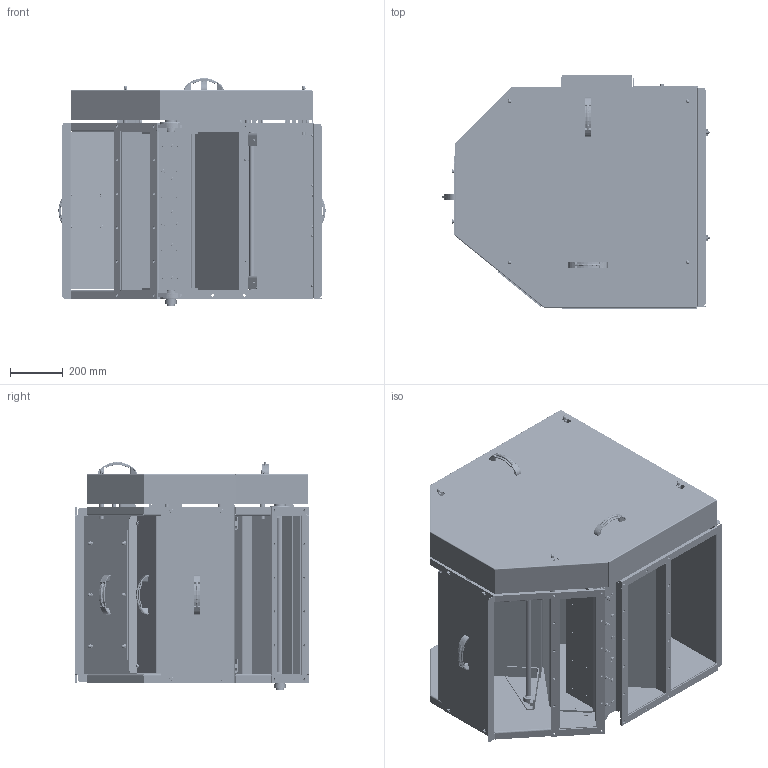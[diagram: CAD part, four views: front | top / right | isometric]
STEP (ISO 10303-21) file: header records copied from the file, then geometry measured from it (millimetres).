
FILE_DESCRIPTION(/* description */ (''),/* implementation_level */ '2;1');
FILE_NAME(/* name */ 'SRKP060035.stp',/* time_stamp */ '2023-10-16T10:18:58+02:00',/* author */ ('EN'),/* organization */ (''),/* preprocessor_version */ 'ST-DEVELOPER v18.1',/* originating_system */ 'Autodesk Inventor 2021',/* authorisation */ '');
FILE_SCHEMA (('AUTOMOTIVE_DESIGN { 1 0 10303 214 3 1 1 }'));
Products named in the file (1): SRKP060035_Obal_1
Bounding box: 1012.42 x 885 x 862.71 mm (x, y, z)
Volume: 24660188.9 mm3; surface area: 14643929.2 mm2
Topology: 21 solids, 21 shells, 5665 faces, 14022 edges, 8594 vertices
Faces by surface type: plane 2952, cylinder 1497, cone 692, torus 266, sphere 140, bspline 118
Full cylindrical faces by diameter (mm): 4 x2, 4.134 x10, 4.917 x6, 5 x27, 5.2 x6, 5.3 x6, 5.459 x4, 5.5 x10, 6 x13, 6.4 x4, 6.5 x1, 6.647 x24, 7 x2, 7.318 x2, 7.323 x16, 8 x66, 8.376 x6, 8.4 x15, 8.7 x16, 9 x36, 10 x69, 10.8 x4, 11 x3, 11.4 x38, 12 x23, 12.5 x10, 13 x8, 15 x13, 15.4 x4, 16 x54
Entity records: 172916 total; most frequent: CARTESIAN_POINT 41089, ORIENTED_EDGE 27684, DIRECTION 27470, EDGE_CURVE 13842, AXIS2_PLACEMENT_3D 10126, VERTEX_POINT 8594, LINE 7218, VECTOR 7218
